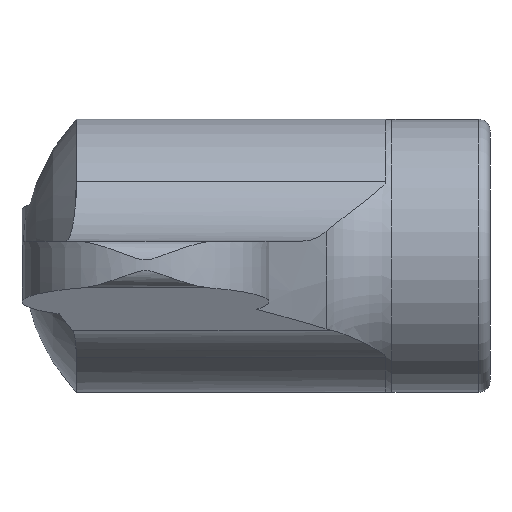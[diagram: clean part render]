
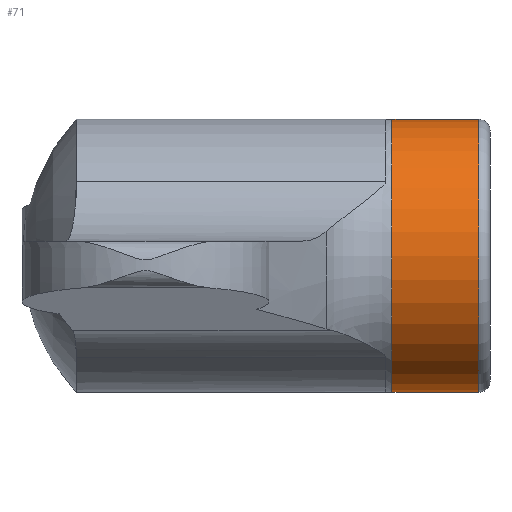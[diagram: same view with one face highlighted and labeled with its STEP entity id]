
A CAD part, left-side view. The second image highlights one B-rep face of the part: STEP entity #71.
In plain terms, the highlighted cylindrical face has radius 5.25 mm (diameter 10.5 mm), a full revolution.
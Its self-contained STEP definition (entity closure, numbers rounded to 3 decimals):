
#71 = ADVANCED_FACE( '', ( #154, #155 ), #156, .T. );
#154 = FACE_OUTER_BOUND( '', #251, .T. );
#155 = FACE_OUTER_BOUND( '', #252, .T. );
#156 = CYLINDRICAL_SURFACE( '', #253, 5.25 );
#251 = EDGE_LOOP( '', ( #392 ) );
#252 = EDGE_LOOP( '', ( #393 ) );
#253 = AXIS2_PLACEMENT_3D( '', #394, #395, #396 );
#392 = ORIENTED_EDGE( '', *, *, #586, .F. );
#393 = ORIENTED_EDGE( '', *, *, #587, .T. );
#394 = CARTESIAN_POINT( '', ( 0., 0., 0. ) );
#395 = DIRECTION( '', ( 0., 1., 0. ) );
#396 = DIRECTION( '', ( 0., 0., -1. ) );
#586 = EDGE_CURVE( '', #702, #702, #703, .T. );
#587 = EDGE_CURVE( '', #704, #704, #705, .T. );
#702 = VERTEX_POINT( '', #1101 );
#703 = CIRCLE( '', #1102, 5.25 );
#704 = VERTEX_POINT( '', #1103 );
#705 = CIRCLE( '', #1104, 5.25 );
#1101 = CARTESIAN_POINT( '', ( 0., 0.425, -5.25 ) );
#1102 = AXIS2_PLACEMENT_3D( '', #1306, #1307, #1308 );
#1103 = CARTESIAN_POINT( '', ( 0., 3.771, -5.25 ) );
#1104 = AXIS2_PLACEMENT_3D( '', #1309, #1310, #1311 );
#1306 = CARTESIAN_POINT( '', ( 0., 0.425, 0. ) );
#1307 = DIRECTION( '', ( 0., -1., 0. ) );
#1308 = DIRECTION( '', ( 0., 0., -1. ) );
#1309 = CARTESIAN_POINT( '', ( 0., 3.771, 0. ) );
#1310 = DIRECTION( '', ( 0., -1., 0. ) );
#1311 = DIRECTION( '', ( 0., 0., -1. ) );
